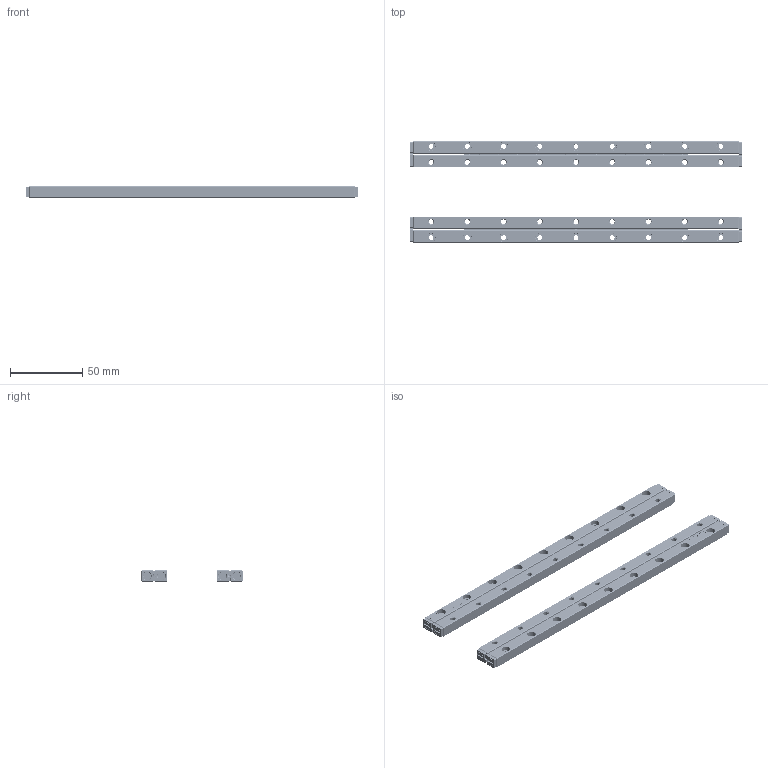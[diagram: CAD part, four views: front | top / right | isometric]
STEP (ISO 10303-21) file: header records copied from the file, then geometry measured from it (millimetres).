
FILE_DESCRIPTION(/* description */ (''),/* implementation_level */ '2;1');
FILE_NAME(/* name */ 'Set RSDE-3225x46KRE_stp_stp_stp.stp',/* time_stamp */ '2025-06-03T11:15:23+02:00',/* author */ (''),/* organization */ (''),/* preprocessor_version */ 'ST-DEVELOPER v16.7',/* originating_system */ 'SIEMENS PLM Software NX 12.0',/* authorisation */ '');
FILE_SCHEMA (('AUTOMOTIVE_DESIGN { 1 0 10303 214 3 1 1 1 }'));
Products named in the file (1): Set RSDE-3225x46KRE_stp_stp_stp
Bounding box: 229.1 x 70 x 8 mm (x, y, z)
Volume: 56517.5 mm3; surface area: 45491.1 mm2
Topology: 120 solids, 120 shells, 5312 faces, 14564 edges, 9532 vertices
Faces by surface type: plane 2052, cylinder 1844, torus 936, bspline 360, cone 120
Full cylindrical faces by diameter (mm): 0.45 x384, 2 x92, 2.6 x8, 3 x100, 3.2 x16, 3.3 x36, 6 x36
Entity records: 177822 total; most frequent: CARTESIAN_POINT 37340, DIRECTION 27602, ORIENTED_EDGE 26304, EDGE_CURVE 13152, AXIS2_PLACEMENT_3D 10633, VERTEX_POINT 9104, EDGE_LOOP 7168, LINE 6336
